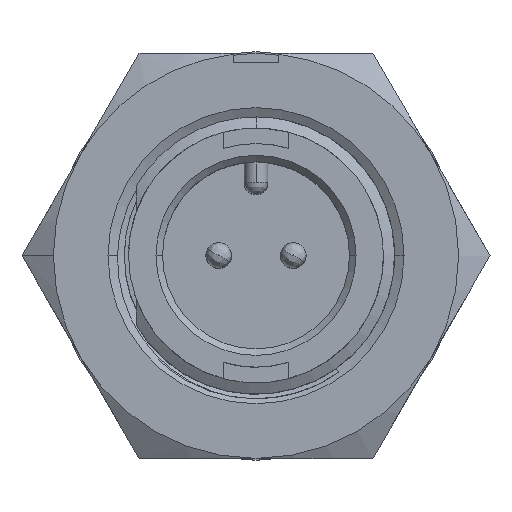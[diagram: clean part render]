
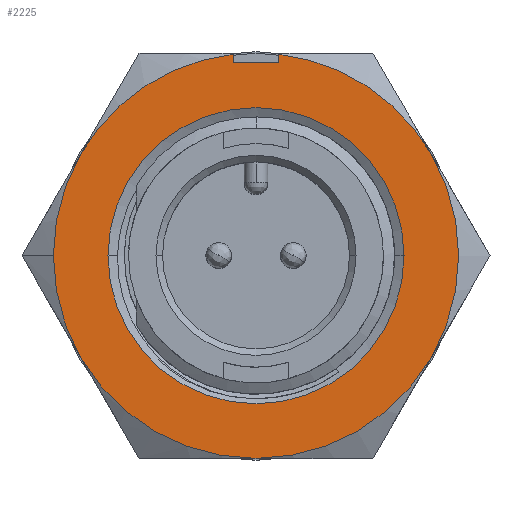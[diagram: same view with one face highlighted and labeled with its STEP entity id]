
A CAD part, top view. The second image highlights one B-rep face of the part: STEP entity #2225.
In plain terms, the highlighted planar face has unit normal (0, 0, 1).
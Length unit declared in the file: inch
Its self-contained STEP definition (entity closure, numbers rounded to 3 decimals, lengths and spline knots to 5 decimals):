
#1427 = CIRCLE ( 'NONE', #10853, 0.31 ) ;
#1499 = CIRCLE ( 'NONE', #10862, 0.31 ) ;
#1507 = CIRCLE ( 'NONE', #10843, 0.31 ) ;
#1509 = CIRCLE ( 'NONE', #10848, 0.2265 ) ;
#1524 = CIRCLE ( 'NONE', #10855, 0.31 ) ;
#1568 = CIRCLE ( 'NONE', #10856, 0.31 ) ;
#1573 = CIRCLE ( 'NONE', #10847, 0.31 ) ;
#1607 = EDGE_CURVE ( 'NONE', #11366, #11177, #1499, .T. ) ;
#1610 = EDGE_CURVE ( 'NONE', #11177, #11170, #1568, .T. ) ;
#1611 = EDGE_CURVE ( 'NONE', #11170, #11365, #1524, .T. ) ;
#1614 = EDGE_CURVE ( 'NONE', #11356, #11224, #1427, .T. ) ;
#1615 = EDGE_CURVE ( 'NONE', #11255, #11328, #1509, .T. ) ;
#1616 = EDGE_CURVE ( 'NONE', #11367, #11306, #9038, .T. ) ;
#1619 = EDGE_CURVE ( 'NONE', #11224, #11310, #1573, .T. ) ;
#1629 = EDGE_CURVE ( 'NONE', #11367, #11416, #8973, .T. ) ;
#1630 = EDGE_CURVE ( 'NONE', #11416, #11310, #8968, .T. ) ;
#1642 = EDGE_CURVE ( 'NONE', #11306, #11366, #1507, .T. ) ;
#2225 = ADVANCED_FACE ( 'NONE', ( #10660, #10652 ), #4358, .F. ) ;
#2497 = EDGE_CURVE ( 'NONE', #11328, #11255, #4974, .T. ) ;
#2525 = EDGE_CURVE ( 'NONE', #11365, #11356, #4972, .T. ) ;
#3194 = ORIENTED_EDGE ( 'NONE', *, *, #1614, .F. ) ;
#3206 = ORIENTED_EDGE ( 'NONE', *, *, #1610, .F. ) ;
#3283 = ORIENTED_EDGE ( 'NONE', *, *, #2497, .F. ) ;
#3311 = ORIENTED_EDGE ( 'NONE', *, *, #1615, .F. ) ;
#3342 = ORIENTED_EDGE ( 'NONE', *, *, #2525, .F. ) ;
#3383 = ORIENTED_EDGE ( 'NONE', *, *, #1611, .F. ) ;
#4315 = DIRECTION ( 'NONE',  ( -1., 0., 0. ) ) ;
#4317 = DIRECTION ( 'NONE',  ( 0., 0., -1. ) ) ;
#4318 = CARTESIAN_POINT ( 'NONE',  ( 0., -0.62, 0.2909 ) ) ;
#4358 = PLANE ( 'NONE',  #10650 ) ;
#4972 = CIRCLE ( 'NONE', #10809, 0.31 ) ;
#4974 = CIRCLE ( 'NONE', #10820, 0.2265 ) ;
#7123 = CARTESIAN_POINT ( 'NONE',  ( 0.035, 0.30802, 0.2909 ) ) ;
#7145 = CARTESIAN_POINT ( 'NONE',  ( -0.035, 0.30802, 0.2909 ) ) ;
#7171 = CARTESIAN_POINT ( 'NONE',  ( 0.2265, 0., 0.2909 ) ) ;
#7201 = CARTESIAN_POINT ( 'NONE',  ( -0.26847, 0.155, 0.2909 ) ) ;
#7247 = CARTESIAN_POINT ( 'NONE',  ( 0.26847, -0.155, 0.2909 ) ) ;
#7252 = CARTESIAN_POINT ( 'NONE',  ( 0., -0.31, 0.2909 ) ) ;
#7356 = CARTESIAN_POINT ( 'NONE',  ( -0.2265, 0., 0.2909 ) ) ;
#8038 = DIRECTION ( 'NONE',  ( -1., 0., 0. ) ) ;
#8041 = DIRECTION ( 'NONE',  ( 0., 0., -1. ) ) ;
#8063 = CARTESIAN_POINT ( 'NONE',  ( 0., 0., 0.2909 ) ) ;
#8315 = DIRECTION ( 'NONE',  ( 1., 0., 0. ) ) ;
#8316 = DIRECTION ( 'NONE',  ( 0., 0., 1. ) ) ;
#8323 = CARTESIAN_POINT ( 'NONE',  ( 0., 0., 0.2909 ) ) ;
#8966 = DIRECTION ( 'NONE',  ( 0., 1., 0. ) ) ;
#8967 = CARTESIAN_POINT ( 'NONE',  ( -0.035, 0.35188, 0.2909 ) ) ;
#8968 = LINE ( 'NONE', #8967, #10837 ) ;
#8969 = DIRECTION ( 'NONE',  ( -1., 0., 0. ) ) ;
#8972 = CARTESIAN_POINT ( 'NONE',  ( -0.035, 0.295, 0.2909 ) ) ;
#8973 = LINE ( 'NONE', #8972, #10838 ) ;
#9024 = DIRECTION ( 'NONE',  ( 0., 1., 0. ) ) ;
#9025 = DIRECTION ( 'NONE',  ( 0., 0., -1. ) ) ;
#9031 = CARTESIAN_POINT ( 'NONE',  ( 0., 0., 0.2909 ) ) ;
#9035 = DIRECTION ( 'NONE',  ( 0., 0., -1. ) ) ;
#9036 = DIRECTION ( 'NONE',  ( 0., 1., 0. ) ) ;
#9037 = CARTESIAN_POINT ( 'NONE',  ( 0.035, -0.62, 0.2909 ) ) ;
#9038 = LINE ( 'NONE', #9037, #10846 ) ;
#9040 = DIRECTION ( 'NONE',  ( 1., 0., 0. ) ) ;
#9042 = DIRECTION ( 'NONE',  ( 0., 0., 1. ) ) ;
#9043 = CARTESIAN_POINT ( 'NONE',  ( 0., 0., 0.2909 ) ) ;
#9045 = DIRECTION ( 'NONE',  ( -1., 0., 0. ) ) ;
#9047 = DIRECTION ( 'NONE',  ( 0., 0., -1. ) ) ;
#9048 = CARTESIAN_POINT ( 'NONE',  ( 0., 0., 0.2909 ) ) ;
#9062 = DIRECTION ( 'NONE',  ( -1., 0., 0. ) ) ;
#9063 = DIRECTION ( 'NONE',  ( 0., 0., -1. ) ) ;
#9064 = CARTESIAN_POINT ( 'NONE',  ( 0., 0., 0.2909 ) ) ;
#9065 = DIRECTION ( 'NONE',  ( 0., 1., 0. ) ) ;
#9066 = DIRECTION ( 'NONE',  ( 0., 0., -1. ) ) ;
#9067 = CARTESIAN_POINT ( 'NONE',  ( 0., 0., 0.2909 ) ) ;
#9081 = DIRECTION ( 'NONE',  ( 0., 1., 0. ) ) ;
#9082 = DIRECTION ( 'NONE',  ( 0., 0., -1. ) ) ;
#9083 = CARTESIAN_POINT ( 'NONE',  ( 0., 0., 0.2909 ) ) ;
#9123 = DIRECTION ( 'NONE',  ( 0., 1., 0. ) ) ;
#9224 = CARTESIAN_POINT ( 'NONE',  ( 0., 0., 0.2909 ) ) ;
#9290 = CARTESIAN_POINT ( 'NONE',  ( -0.035, 0.295, 0.2909 ) ) ;
#9338 = CARTESIAN_POINT ( 'NONE',  ( 0.035, 0.295, 0.2909 ) ) ;
#9339 = CARTESIAN_POINT ( 'NONE',  ( 0.26847, 0.155, 0.2909 ) ) ;
#9340 = CARTESIAN_POINT ( 'NONE',  ( -0.26847, -0.155, 0.2909 ) ) ;
#9346 = CARTESIAN_POINT ( 'NONE',  ( -0.31, 0., 0.2909 ) ) ;
#10650 = AXIS2_PLACEMENT_3D ( 'NONE', #4318, #4317, #4315 ) ;
#10652 = FACE_BOUND ( 'NONE', #10915, .T. ) ;
#10660 = FACE_OUTER_BOUND ( 'NONE', #11854, .T. ) ;
#10809 = AXIS2_PLACEMENT_3D ( 'NONE', #8063, #8041, #8038 ) ;
#10820 = AXIS2_PLACEMENT_3D ( 'NONE', #8323, #8316, #8315 ) ;
#10837 = VECTOR ( 'NONE', #8966, 39.37008 ) ;
#10838 = VECTOR ( 'NONE', #8969, 39.37008 ) ;
#10843 = AXIS2_PLACEMENT_3D ( 'NONE', #9224, #9035, #9123 ) ;
#10846 = VECTOR ( 'NONE', #9036, 39.37008 ) ;
#10847 = AXIS2_PLACEMENT_3D ( 'NONE', #9031, #9025, #9024 ) ;
#10848 = AXIS2_PLACEMENT_3D ( 'NONE', #9043, #9042, #9040 ) ;
#10853 = AXIS2_PLACEMENT_3D ( 'NONE', #9048, #9047, #9045 ) ;
#10855 = AXIS2_PLACEMENT_3D ( 'NONE', #9064, #9063, #9062 ) ;
#10856 = AXIS2_PLACEMENT_3D ( 'NONE', #9067, #9066, #9065 ) ;
#10862 = AXIS2_PLACEMENT_3D ( 'NONE', #9083, #9082, #9081 ) ;
#10915 = EDGE_LOOP ( 'NONE', ( #3311, #3283 ) ) ;
#11170 = VERTEX_POINT ( 'NONE', #7252 ) ;
#11177 = VERTEX_POINT ( 'NONE', #7247 ) ;
#11224 = VERTEX_POINT ( 'NONE', #7201 ) ;
#11255 = VERTEX_POINT ( 'NONE', #7171 ) ;
#11306 = VERTEX_POINT ( 'NONE', #7123 ) ;
#11310 = VERTEX_POINT ( 'NONE', #7145 ) ;
#11328 = VERTEX_POINT ( 'NONE', #7356 ) ;
#11356 = VERTEX_POINT ( 'NONE', #9346 ) ;
#11365 = VERTEX_POINT ( 'NONE', #9340 ) ;
#11366 = VERTEX_POINT ( 'NONE', #9339 ) ;
#11367 = VERTEX_POINT ( 'NONE', #9338 ) ;
#11416 = VERTEX_POINT ( 'NONE', #9290 ) ;
#11854 = EDGE_LOOP ( 'NONE', ( #12046, #12040, #12030, #12032, #3194, #3342, #3383, #3206, #12067, #12065 ) ) ;
#12030 = ORIENTED_EDGE ( 'NONE', *, *, #1630, .T. ) ;
#12032 = ORIENTED_EDGE ( 'NONE', *, *, #1619, .F. ) ;
#12040 = ORIENTED_EDGE ( 'NONE', *, *, #1629, .T. ) ;
#12046 = ORIENTED_EDGE ( 'NONE', *, *, #1616, .F. ) ;
#12065 = ORIENTED_EDGE ( 'NONE', *, *, #1642, .F. ) ;
#12067 = ORIENTED_EDGE ( 'NONE', *, *, #1607, .F. ) ;
